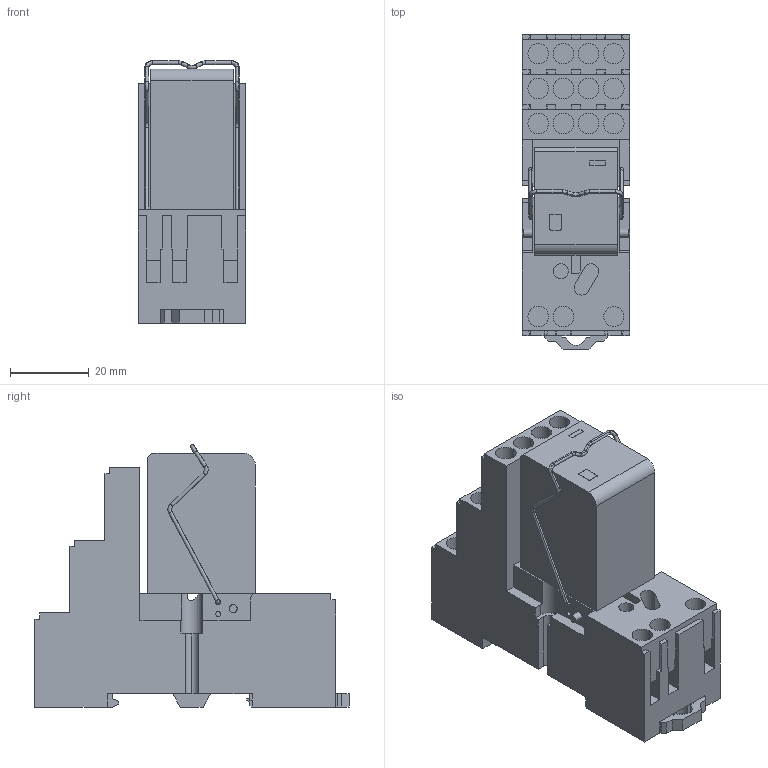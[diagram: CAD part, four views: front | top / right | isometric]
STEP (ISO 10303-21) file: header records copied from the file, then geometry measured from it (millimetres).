
FILE_DESCRIPTION(('CATIA V5R24 STEP','CAx-IF Rec.Pracs.--- Model Styling and Organization---1.2---2011-12-15'),'2;1');
FILE_NAME ('7110934_7', '2018-01-22T13:27:26+00:00', ('Weidmueller Interface'), ('Weidmueller'), 'CATIA Version 5-6 Release 2014 SP4', 'CATIA V5 STEP AP214', 'none');
FILE_SCHEMA(('AUTOMOTIVE_DESIGN { 1 0 10303 214 1 1 1 1 }'));
Length unit declared in the file: millimetre
Products named in the file (1): 1542430000
Bounding box: 27.2 x 79.85 x 66.76 mm (x, y, z)
Volume: 80347.6 mm3; surface area: 24169.4 mm2
Topology: 18 solids, 18 shells, 551 faces, 1434 edges, 961 vertices
Faces by surface type: plane 432, cylinder 89, torus 22, extrusion 8
Entity records: 15982 total; most frequent: CARTESIAN_POINT 3157, ORIENTED_EDGE 2868, DIRECTION 1859, EDGE_CURVE 1434, VECTOR 1156, LINE 1148, VERTEX_POINT 961, EDGE_LOOP 595
